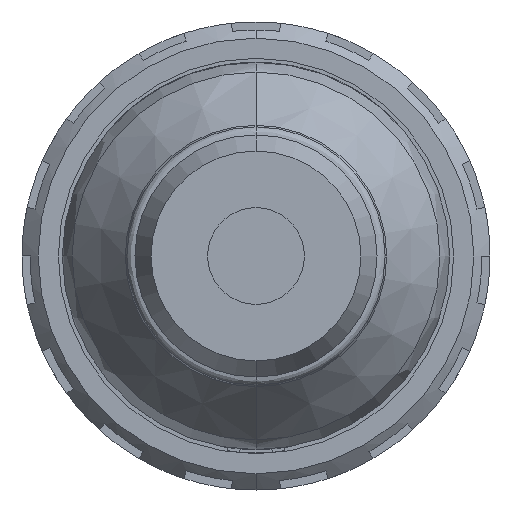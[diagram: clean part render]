
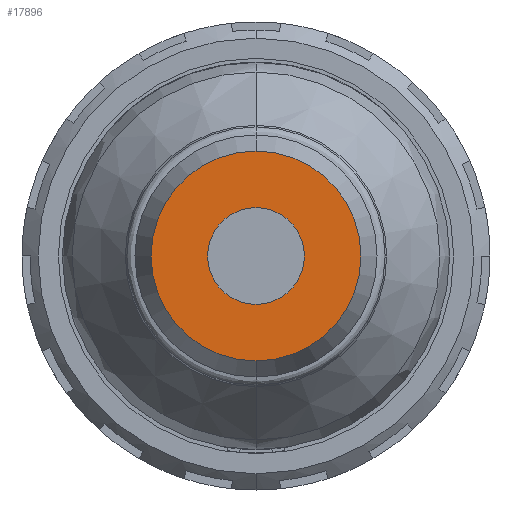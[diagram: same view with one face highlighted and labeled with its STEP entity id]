
A CAD part, front view. The second image highlights one B-rep face of the part: STEP entity #17896.
In plain terms, the highlighted planar face has unit normal (0, -1, 0).
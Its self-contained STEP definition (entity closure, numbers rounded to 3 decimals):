
#719 = ORIENTED_EDGE ( 'NONE', *, *, #1473, .T. ) ;
#861 = CARTESIAN_POINT ( 'NONE',  ( 7.5, 0., 0. ) ) ;
#1464 = DIRECTION ( 'NONE',  ( 0., 1., 0. ) ) ;
#1473 = EDGE_CURVE ( 'NONE', #4549, #6179, #2012, .T. ) ;
#1724 = EDGE_CURVE ( 'NONE', #4419, #8134, #18840, .T. ) ;
#2012 = CIRCLE ( 'NONE', #16110, 3. ) ;
#2317 = AXIS2_PLACEMENT_3D ( 'NONE', #4210, #14620, #5732 ) ;
#2373 = DIRECTION ( 'NONE',  ( 0., -1., 0. ) ) ;
#3417 = CIRCLE ( 'NONE', #15707, 6.5 ) ;
#3982 = DIRECTION ( 'NONE',  ( 0., 1., 0. ) ) ;
#4040 = ORIENTED_EDGE ( 'NONE', *, *, #17050, .T. ) ;
#4210 = CARTESIAN_POINT ( 'NONE',  ( 0., 0., 0. ) ) ;
#4407 = FACE_BOUND ( 'NONE', #16844, .T. ) ;
#4419 = VERTEX_POINT ( 'NONE', #5323 ) ;
#4549 = VERTEX_POINT ( 'NONE', #15657 ) ;
#5118 = EDGE_LOOP ( 'NONE', ( #8665, #17760 ) ) ;
#5323 = CARTESIAN_POINT ( 'NONE',  ( 0., 0., 6.5 ) ) ;
#5676 = CARTESIAN_POINT ( 'NONE',  ( 0., 0., 0. ) ) ;
#5732 = DIRECTION ( 'NONE',  ( 0., 0., -1. ) ) ;
#6015 = CIRCLE ( 'NONE', #2317, 3. ) ;
#6179 = VERTEX_POINT ( 'NONE', #15250 ) ;
#6824 = AXIS2_PLACEMENT_3D ( 'NONE', #861, #2373, #12906 ) ;
#7061 = FACE_OUTER_BOUND ( 'NONE', #5118, .T. ) ;
#7705 = CARTESIAN_POINT ( 'NONE',  ( 0., 0., 0. ) ) ;
#8134 = VERTEX_POINT ( 'NONE', #17495 ) ;
#8665 = ORIENTED_EDGE ( 'NONE', *, *, #1724, .F. ) ;
#9259 = DIRECTION ( 'NONE',  ( 0., 0., 1. ) ) ;
#10195 = DIRECTION ( 'NONE',  ( 0., 0., -1. ) ) ;
#12906 = DIRECTION ( 'NONE',  ( 0., 0., -1. ) ) ;
#13679 = DIRECTION ( 'NONE',  ( 0., 0., 1. ) ) ;
#14620 = DIRECTION ( 'NONE',  ( 0., 1., 0. ) ) ;
#15250 = CARTESIAN_POINT ( 'NONE',  ( 0., 0., 3. ) ) ;
#15657 = CARTESIAN_POINT ( 'NONE',  ( 0., 0., -3. ) ) ;
#15707 = AXIS2_PLACEMENT_3D ( 'NONE', #7705, #17828, #9259 ) ;
#15763 = AXIS2_PLACEMENT_3D ( 'NONE', #5676, #1464, #13679 ) ;
#16099 = EDGE_CURVE ( 'NONE', #8134, #4419, #3417, .T. ) ;
#16110 = AXIS2_PLACEMENT_3D ( 'NONE', #16388, #3982, #10195 ) ;
#16388 = CARTESIAN_POINT ( 'NONE',  ( 0., 0., 0. ) ) ;
#16844 = EDGE_LOOP ( 'NONE', ( #719, #4040 ) ) ;
#17050 = EDGE_CURVE ( 'NONE', #6179, #4549, #6015, .T. ) ;
#17495 = CARTESIAN_POINT ( 'NONE',  ( 0., 0., -6.5 ) ) ;
#17760 = ORIENTED_EDGE ( 'NONE', *, *, #16099, .F. ) ;
#17828 = DIRECTION ( 'NONE',  ( 0., 1., 0. ) ) ;
#17896 = ADVANCED_FACE ( 'NONE', ( #7061, #4407 ), #18545, .T. ) ;
#18545 = PLANE ( 'NONE',  #6824 ) ;
#18840 = CIRCLE ( 'NONE', #15763, 6.5 ) ;
